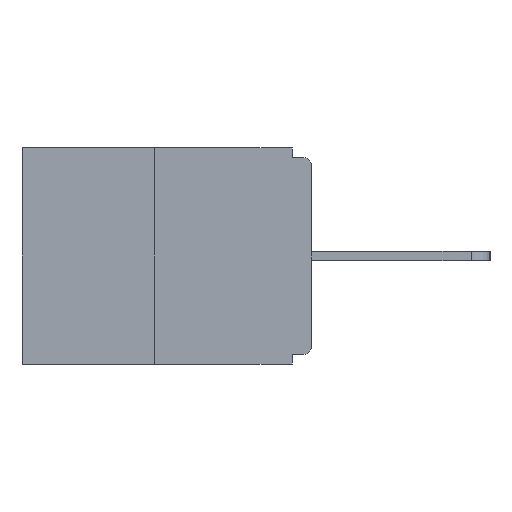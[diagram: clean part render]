
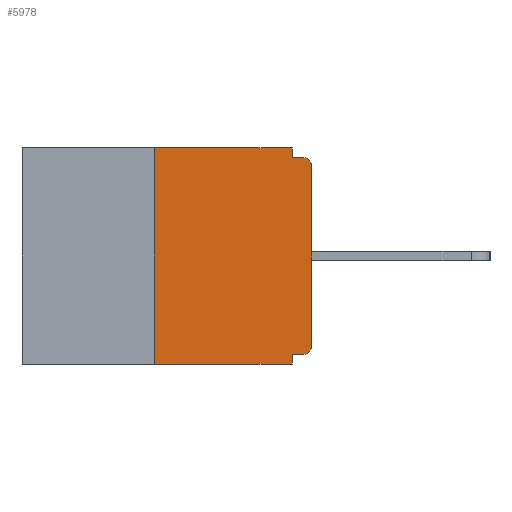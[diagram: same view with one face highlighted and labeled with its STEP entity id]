
A CAD part, left-side view. The second image highlights one B-rep face of the part: STEP entity #5978.
In plain terms, the highlighted planar face has unit normal (-1, 0, 0).
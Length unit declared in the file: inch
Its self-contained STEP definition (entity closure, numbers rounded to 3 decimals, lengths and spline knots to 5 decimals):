
#31 = CARTESIAN_POINT ( 'NONE',  ( 0., 0.25, -0.343 ) ) ;
#151 = VERTEX_POINT ( 'NONE', #675 ) ;
#534 = VERTEX_POINT ( 'NONE', #31 ) ;
#675 = CARTESIAN_POINT ( 'NONE',  ( 0., 0., -0.03 ) ) ;
#943 = EDGE_CURVE ( 'NONE', #534, #15994, #19466, .T. ) ;
#1047 = VERTEX_POINT ( 'NONE', #21673 ) ;
#1744 = ORIENTED_EDGE ( 'NONE', *, *, #7751, .T. ) ;
#1859 = DIRECTION ( 'NONE',  ( 0., -1., 0. ) ) ;
#1965 = VECTOR ( 'NONE', #22147, 39.37008 ) ;
#1972 = CARTESIAN_POINT ( 'NONE',  ( 0., 0.015, -0.015 ) ) ;
#2037 = LINE ( 'NONE', #16923, #3009 ) ;
#2569 = VERTEX_POINT ( 'NONE', #2663 ) ;
#2663 = CARTESIAN_POINT ( 'NONE',  ( 0., 0., -0.313 ) ) ;
#3009 = VECTOR ( 'NONE', #25267, 39.37008 ) ;
#3608 = ORIENTED_EDGE ( 'NONE', *, *, #26827, .F. ) ;
#3738 = ORIENTED_EDGE ( 'NONE', *, *, #5225, .F. ) ;
#3790 = DIRECTION ( 'NONE',  ( 0., 0., -1. ) ) ;
#4280 = VERTEX_POINT ( 'NONE', #22714 ) ;
#4404 = CIRCLE ( 'NONE', #20231, 0.015 ) ;
#4557 = EDGE_CURVE ( 'NONE', #2569, #151, #9064, .T. ) ;
#5225 = EDGE_CURVE ( 'NONE', #4280, #25085, #23468, .T. ) ;
#5561 = DIRECTION ( 'NONE',  ( 0., 0., -1. ) ) ;
#5978 = ADVANCED_FACE ( 'NONE', ( #9795 ), #22676, .F. ) ;
#6345 = DIRECTION ( 'NONE',  ( 0., -1., 0. ) ) ;
#6374 = LINE ( 'NONE', #26470, #14175 ) ;
#7751 = EDGE_CURVE ( 'NONE', #151, #11683, #23606, .T. ) ;
#8137 = EDGE_LOOP ( 'NONE', ( #17337, #24674, #14470, #16761, #3738, #24614, #24569, #1744, #3608, #12059 ) ) ;
#8211 = CARTESIAN_POINT ( 'NONE',  ( 0., 0.46, -0.343 ) ) ;
#8812 = DIRECTION ( 'NONE',  ( 0., 1., 0. ) ) ;
#9064 = LINE ( 'NONE', #11784, #1965 ) ;
#9246 = AXIS2_PLACEMENT_3D ( 'NONE', #22585, #10193, #16450 ) ;
#9368 = DIRECTION ( 'NONE',  ( 0., -1., 0. ) ) ;
#9759 = VECTOR ( 'NONE', #13558, 39.37008 ) ;
#9795 = FACE_OUTER_BOUND ( 'NONE', #8137, .T. ) ;
#9917 = EDGE_CURVE ( 'NONE', #19550, #14095, #6374, .T. ) ;
#9985 = CARTESIAN_POINT ( 'NONE',  ( 0., 0.25, 0. ) ) ;
#10193 = DIRECTION ( 'NONE',  ( 1., 0., 0. ) ) ;
#10444 = EDGE_CURVE ( 'NONE', #4280, #2569, #4404, .T. ) ;
#10554 = CARTESIAN_POINT ( 'NONE',  ( 0., 0., -0.328 ) ) ;
#11491 = CARTESIAN_POINT ( 'NONE',  ( 0., 0.46, 0. ) ) ;
#11683 = VERTEX_POINT ( 'NONE', #1972 ) ;
#11784 = CARTESIAN_POINT ( 'NONE',  ( 0., 0., 0. ) ) ;
#12059 = ORIENTED_EDGE ( 'NONE', *, *, #9917, .F. ) ;
#13459 = LINE ( 'NONE', #21012, #19879 ) ;
#13558 = DIRECTION ( 'NONE',  ( 0., 0., 1. ) ) ;
#13561 = CARTESIAN_POINT ( 'NONE',  ( 0., 0.031, 0. ) ) ;
#14095 = VERTEX_POINT ( 'NONE', #18281 ) ;
#14175 = VECTOR ( 'NONE', #3790, 39.37008 ) ;
#14470 = ORIENTED_EDGE ( 'NONE', *, *, #24556, .T. ) ;
#15698 = CARTESIAN_POINT ( 'NONE',  ( 0., 0.031, -0.328 ) ) ;
#15889 = DIRECTION ( 'NONE',  ( -1., 0., 0. ) ) ;
#15994 = VERTEX_POINT ( 'NONE', #9985 ) ;
#16450 = DIRECTION ( 'NONE',  ( 0., 0., -1. ) ) ;
#16761 = ORIENTED_EDGE ( 'NONE', *, *, #21363, .F. ) ;
#16923 = CARTESIAN_POINT ( 'NONE',  ( 0., 0.031, -0.343 ) ) ;
#17015 = VECTOR ( 'NONE', #8812, 39.37008 ) ;
#17337 = ORIENTED_EDGE ( 'NONE', *, *, #22568, .F. ) ;
#18173 = VECTOR ( 'NONE', #9368, 39.37008 ) ;
#18281 = CARTESIAN_POINT ( 'NONE',  ( 0., 0.031, -0.015 ) ) ;
#19466 = LINE ( 'NONE', #20164, #9759 ) ;
#19550 = VERTEX_POINT ( 'NONE', #13561 ) ;
#19879 = VECTOR ( 'NONE', #6345, 39.37008 ) ;
#19943 = CARTESIAN_POINT ( 'NONE',  ( 0., 0.015, -0.313 ) ) ;
#20164 = CARTESIAN_POINT ( 'NONE',  ( 0., 0.25, 0. ) ) ;
#20231 = AXIS2_PLACEMENT_3D ( 'NONE', #19943, #15889, #5561 ) ;
#21012 = CARTESIAN_POINT ( 'NONE',  ( 0., 0., -0.015 ) ) ;
#21363 = EDGE_CURVE ( 'NONE', #25085, #1047, #2037, .T. ) ;
#21673 = CARTESIAN_POINT ( 'NONE',  ( 0., 0.031, -0.343 ) ) ;
#22147 = DIRECTION ( 'NONE',  ( 0., 0., 1. ) ) ;
#22246 = CARTESIAN_POINT ( 'NONE',  ( 0., 0.015, -0.03 ) ) ;
#22568 = EDGE_CURVE ( 'NONE', #15994, #19550, #25014, .T. ) ;
#22585 = CARTESIAN_POINT ( 'NONE',  ( 0., 0.46, 0. ) ) ;
#22676 = PLANE ( 'NONE',  #9246 ) ;
#22714 = CARTESIAN_POINT ( 'NONE',  ( 0., 0.015, -0.328 ) ) ;
#23468 = LINE ( 'NONE', #10554, #17015 ) ;
#23606 = CIRCLE ( 'NONE', #26302, 0.015 ) ;
#24156 = DIRECTION ( 'NONE',  ( 0., 0., -1. ) ) ;
#24259 = LINE ( 'NONE', #8211, #26854 ) ;
#24344 = DIRECTION ( 'NONE',  ( -1., 0., 0. ) ) ;
#24556 = EDGE_CURVE ( 'NONE', #534, #1047, #24259, .T. ) ;
#24569 = ORIENTED_EDGE ( 'NONE', *, *, #4557, .T. ) ;
#24614 = ORIENTED_EDGE ( 'NONE', *, *, #10444, .T. ) ;
#24674 = ORIENTED_EDGE ( 'NONE', *, *, #943, .F. ) ;
#25014 = LINE ( 'NONE', #11491, #18173 ) ;
#25085 = VERTEX_POINT ( 'NONE', #15698 ) ;
#25267 = DIRECTION ( 'NONE',  ( 0., 0., -1. ) ) ;
#26302 = AXIS2_PLACEMENT_3D ( 'NONE', #22246, #24344, #24156 ) ;
#26470 = CARTESIAN_POINT ( 'NONE',  ( 0., 0.031, 0. ) ) ;
#26827 = EDGE_CURVE ( 'NONE', #14095, #11683, #13459, .T. ) ;
#26854 = VECTOR ( 'NONE', #1859, 39.37008 ) ;
